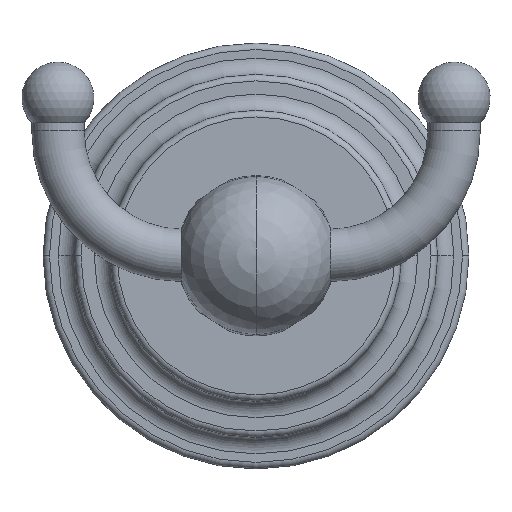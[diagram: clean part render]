
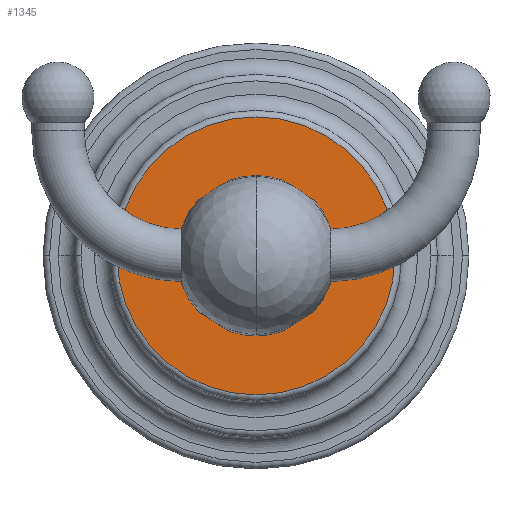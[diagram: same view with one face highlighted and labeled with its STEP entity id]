
A CAD part, top view. The second image highlights one B-rep face of the part: STEP entity #1345.
In plain terms, the highlighted planar face has unit normal (0, 0, 1).
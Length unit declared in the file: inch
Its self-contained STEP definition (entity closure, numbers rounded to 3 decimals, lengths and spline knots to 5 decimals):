
#402=CARTESIAN_POINT('',(0.,0.,0.512));
#403=DIRECTION('',(0.,0.,1.));
#404=DIRECTION('',(1.,0.,0.));
#405=AXIS2_PLACEMENT_3D('',#402,#403,#404);
#410=CARTESIAN_POINT('',(0.,0.,0.512));
#411=DIRECTION('',(0.,0.,1.));
#412=DIRECTION('',(-1.,0.,0.));
#413=AXIS2_PLACEMENT_3D('',#410,#411,#412);
#418=CARTESIAN_POINT('',(0.,0.,0.512));
#419=DIRECTION('',(0.,0.,1.));
#420=DIRECTION('',(0.,1.,0.));
#421=AXIS2_PLACEMENT_3D('',#418,#419,#420);
#426=CARTESIAN_POINT('',(0.,0.,0.512));
#427=DIRECTION('',(0.,0.,1.));
#428=DIRECTION('',(0.,-1.,0.));
#429=AXIS2_PLACEMENT_3D('',#426,#427,#428);
#914=CARTESIAN_POINT('',(0.835,0.,0.512));
#915=CARTESIAN_POINT('',(-0.835,0.,0.512));
#916=VERTEX_POINT('',#914);
#917=VERTEX_POINT('',#915);
#940=CARTESIAN_POINT('',(0.,0.464,0.512));
#941=CARTESIAN_POINT('',(0.,-0.464,0.512));
#942=VERTEX_POINT('',#940);
#943=VERTEX_POINT('',#941);
#1329=CARTESIAN_POINT('',(0.,0.,0.512));
#1330=DIRECTION('',(0.,0.,1.));
#1331=DIRECTION('',(1.,0.,0.));
#1332=AXIS2_PLACEMENT_3D('',#1329,#1330,#1331);
#1333=PLANE('',#1332);
#1334=ORIENTED_EDGE('',*,*,#1312,.F.);
#1336=ORIENTED_EDGE('',*,*,#1335,.F.);
#1337=EDGE_LOOP('',(#1334,#1336));
#1338=FACE_OUTER_BOUND('',#1337,.F.);
#1340=ORIENTED_EDGE('',*,*,#1339,.T.);
#1342=ORIENTED_EDGE('',*,*,#1341,.T.);
#1343=EDGE_LOOP('',(#1340,#1342));
#1344=FACE_BOUND('',#1343,.F.);
#406=CIRCLE('',#405,0.835);
#414=CIRCLE('',#413,0.835);
#422=CIRCLE('',#421,0.464);
#430=CIRCLE('',#429,0.464);
#1312=EDGE_CURVE('',#916,#917,#406,.T.);
#1335=EDGE_CURVE('',#917,#916,#414,.T.);
#1339=EDGE_CURVE('',#942,#943,#422,.T.);
#1341=EDGE_CURVE('',#943,#942,#430,.T.);
#1345=ADVANCED_FACE('',(#1338,#1344),#1333,.T.);
